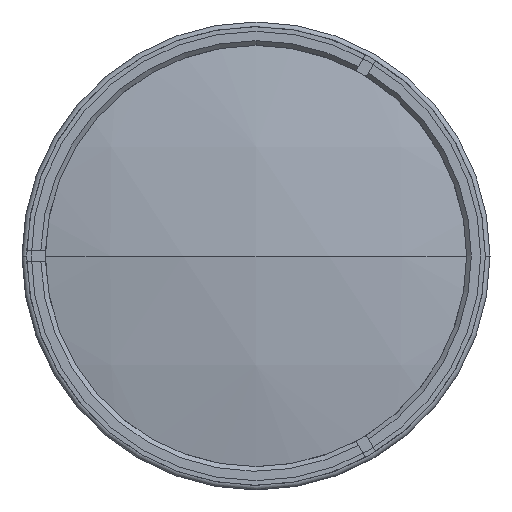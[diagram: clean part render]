
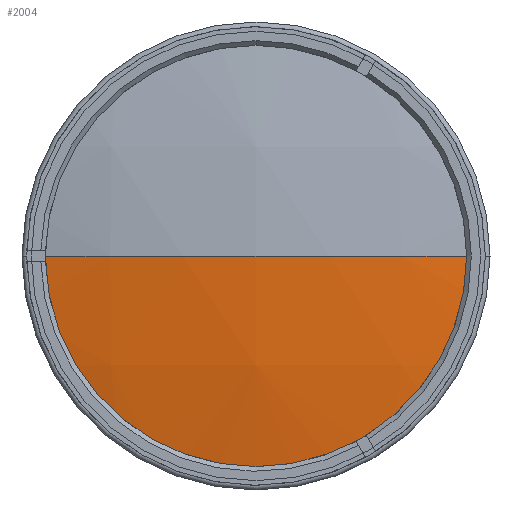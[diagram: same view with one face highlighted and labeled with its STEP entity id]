
A CAD part, left-side view. The second image highlights one B-rep face of the part: STEP entity #2004.
In plain terms, the highlighted spherical face has radius 224 mm.
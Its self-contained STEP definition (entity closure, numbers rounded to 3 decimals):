
#81 = AXIS2_PLACEMENT_3D ( 'NONE', #1563, #3765, #1886 ) ;
#148 = CARTESIAN_POINT ( 'NONE',  ( 36.615, 0., 0. ) ) ;
#367 = VERTEX_POINT ( 'NONE', #384 ) ;
#384 = CARTESIAN_POINT ( 'NONE',  ( -182.505, 46.5, 0. ) ) ;
#473 = DIRECTION ( 'NONE',  ( 0., -1., 0. ) ) ;
#557 = CARTESIAN_POINT ( 'NONE',  ( -187.385, 0., 0. ) ) ;
#713 = DIRECTION ( 'NONE',  ( 0., 1., 0. ) ) ;
#1271 = CIRCLE ( 'NONE', #3489, 224. ) ;
#1319 = SPHERICAL_SURFACE ( 'NONE', #2239, 224. ) ;
#1563 = CARTESIAN_POINT ( 'NONE',  ( -182.505, 0., 0. ) ) ;
#1592 = DIRECTION ( 'NONE',  ( 0., 0., -1. ) ) ;
#1886 = DIRECTION ( 'NONE',  ( 0., 0., 1. ) ) ;
#1925 = ORIENTED_EDGE ( 'NONE', *, *, #2689, .F. ) ;
#2004 = ADVANCED_FACE ( 'NONE', ( #3260 ), #1319, .T. ) ;
#2017 = VERTEX_POINT ( 'NONE', #3061 ) ;
#2239 = AXIS2_PLACEMENT_3D ( 'NONE', #3352, #2747, #713 ) ;
#2251 = CIRCLE ( 'NONE', #3227, 224. ) ;
#2516 = DIRECTION ( 'NONE',  ( 0., 0., 1. ) ) ;
#2689 = EDGE_CURVE ( 'NONE', #367, #2813, #2251, .T. ) ;
#2747 = DIRECTION ( 'NONE',  ( 0., 0., -1. ) ) ;
#2813 = VERTEX_POINT ( 'NONE', #557 ) ;
#3061 = CARTESIAN_POINT ( 'NONE',  ( -182.505, -46.5, 0. ) ) ;
#3108 = ORIENTED_EDGE ( 'NONE', *, *, #3584, .T. ) ;
#3198 = ORIENTED_EDGE ( 'NONE', *, *, #3664, .T. ) ;
#3227 = AXIS2_PLACEMENT_3D ( 'NONE', #148, #2516, #473 ) ;
#3260 = FACE_OUTER_BOUND ( 'NONE', #3534, .T. ) ;
#3352 = CARTESIAN_POINT ( 'NONE',  ( 36.615, 0., 0. ) ) ;
#3489 = AXIS2_PLACEMENT_3D ( 'NONE', #3511, #1592, #3782 ) ;
#3511 = CARTESIAN_POINT ( 'NONE',  ( 36.615, 0., 0. ) ) ;
#3534 = EDGE_LOOP ( 'NONE', ( #3108, #3198, #1925 ) ) ;
#3584 = EDGE_CURVE ( 'NONE', #367, #2017, #3801, .T. ) ;
#3664 = EDGE_CURVE ( 'NONE', #2017, #2813, #1271, .T. ) ;
#3765 = DIRECTION ( 'NONE',  ( -1., 0., 0. ) ) ;
#3782 = DIRECTION ( 'NONE',  ( 0., 1., 0. ) ) ;
#3801 = CIRCLE ( 'NONE', #81, 46.5 ) ;
